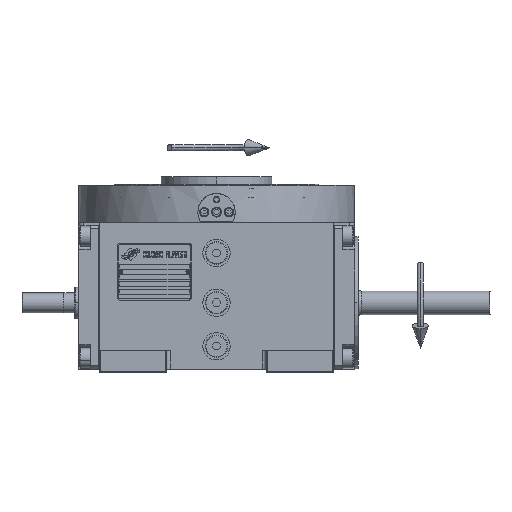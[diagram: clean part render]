
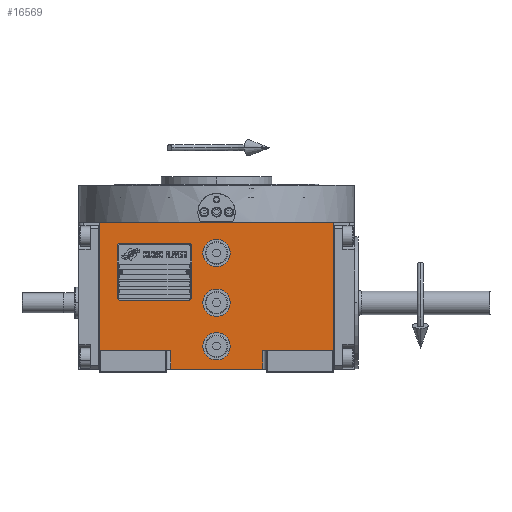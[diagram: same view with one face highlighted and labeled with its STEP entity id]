
A CAD part, top view. The second image highlights one B-rep face of the part: STEP entity #16569.
In plain terms, the highlighted planar face has unit normal (0, 0, 1).
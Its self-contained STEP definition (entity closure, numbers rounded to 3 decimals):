
#122 = CARTESIAN_POINT ( 'NONE',  ( -94.5, -38.5, 163.5 ) ) ;
#407 = CARTESIAN_POINT ( 'NONE',  ( -11., -35., 163.5 ) ) ;
#918 = CARTESIAN_POINT ( 'NONE',  ( 94.5, -38.5, 163.5 ) ) ;
#1333 = AXIS2_PLACEMENT_3D ( 'NONE', #23752, #18537, #1882 ) ;
#1711 = DIRECTION ( 'NONE',  ( 0., 0., 1. ) ) ;
#1800 = DIRECTION ( 'NONE',  ( 0., 0., 1. ) ) ;
#1861 = VECTOR ( 'NONE', #52082, 1000. ) ;
#1882 = DIRECTION ( 'NONE',  ( 1., 0., 0. ) ) ;
#1910 = VERTEX_POINT ( 'NONE', #49748 ) ;
#1936 = VERTEX_POINT ( 'NONE', #34111 ) ;
#2097 = EDGE_CURVE ( 'NONE', #64702, #26974, #62544, .T. ) ;
#2764 = VECTOR ( 'NONE', #5347, 1000. ) ;
#4068 = CARTESIAN_POINT ( 'NONE',  ( 94.5, -38.5, 163.5 ) ) ;
#4454 = CARTESIAN_POINT ( 'NONE',  ( -37., -53.5, 163.5 ) ) ;
#4600 = ORIENTED_EDGE ( 'NONE', *, *, #20722, .F. ) ;
#4623 = PLANE ( 'NONE',  #5086 ) ;
#5049 = EDGE_CURVE ( 'NONE', #66614, #22318, #67363, .T. ) ;
#5086 = AXIS2_PLACEMENT_3D ( 'NONE', #46964, #26828, #10841 ) ;
#5347 = DIRECTION ( 'NONE',  ( 1., 0., 0. ) ) ;
#6330 = CARTESIAN_POINT ( 'NONE',  ( -11., 40., 163.5 ) ) ;
#6740 = AXIS2_PLACEMENT_3D ( 'NONE', #65259, #1711, #22897 ) ;
#9053 = VERTEX_POINT ( 'NONE', #65677 ) ;
#9624 = DIRECTION ( 'NONE',  ( 1., 0., 0. ) ) ;
#9630 = EDGE_CURVE ( 'NONE', #60681, #1910, #36340, .T. ) ;
#10087 = CIRCLE ( 'NONE', #6740, 11. ) ;
#10105 = DIRECTION ( 'NONE',  ( 1., 0., 0. ) ) ;
#10107 = CARTESIAN_POINT ( 'NONE',  ( 37., -38.5, 163.5 ) ) ;
#10247 = CIRCLE ( 'NONE', #1333, 11. ) ;
#10536 = LINE ( 'NONE', #122, #2764 ) ;
#10841 = DIRECTION ( 'NONE',  ( 1., 0., 0. ) ) ;
#11106 = VECTOR ( 'NONE', #57177, 1000. ) ;
#11302 = AXIS2_PLACEMENT_3D ( 'NONE', #39174, #22889, #65591 ) ;
#12461 = EDGE_CURVE ( 'NONE', #23595, #9053, #36831, .T. ) ;
#12741 = ORIENTED_EDGE ( 'NONE', *, *, #51377, .F. ) ;
#14351 = VECTOR ( 'NONE', #64480, 1000. ) ;
#14628 = LINE ( 'NONE', #62542, #29535 ) ;
#14715 = CARTESIAN_POINT ( 'NONE',  ( -94.5, -38.5, 163.5 ) ) ;
#14717 = AXIS2_PLACEMENT_3D ( 'NONE', #21636, #1800, #53555 ) ;
#15395 = CIRCLE ( 'NONE', #54216, 11. ) ;
#16569 = ADVANCED_FACE ( 'NONE', ( #43147, #48322, #21278, #32036 ), #4623, .T. ) ;
#17395 = ORIENTED_EDGE ( 'NONE', *, *, #17724, .T. ) ;
#17724 = EDGE_CURVE ( 'NONE', #66614, #26974, #57191, .T. ) ;
#18428 = AXIS2_PLACEMENT_3D ( 'NONE', #39601, #60126, #34059 ) ;
#18537 = DIRECTION ( 'NONE',  ( 0., 0., 1. ) ) ;
#18650 = DIRECTION ( 'NONE',  ( 0., 0., 1. ) ) ;
#19718 = EDGE_LOOP ( 'NONE', ( #12741, #4600 ) ) ;
#20722 = EDGE_CURVE ( 'NONE', #21157, #60786, #10087, .T. ) ;
#21033 = EDGE_CURVE ( 'NONE', #66843, #43456, #10247, .T. ) ;
#21157 = VERTEX_POINT ( 'NONE', #6330 ) ;
#21278 = FACE_BOUND ( 'NONE', #19718, .T. ) ;
#21434 = VECTOR ( 'NONE', #9624, 1000. ) ;
#21636 = CARTESIAN_POINT ( 'NONE',  ( 0., 40., 163.5 ) ) ;
#22245 = EDGE_CURVE ( 'NONE', #66111, #22318, #10536, .T. ) ;
#22318 = VERTEX_POINT ( 'NONE', #25503 ) ;
#22889 = DIRECTION ( 'NONE',  ( 0., 0., 1. ) ) ;
#22897 = DIRECTION ( 'NONE',  ( -1., 0., 0. ) ) ;
#23595 = VERTEX_POINT ( 'NONE', #41538 ) ;
#23752 = CARTESIAN_POINT ( 'NONE',  ( 0., -35., 163.5 ) ) ;
#23763 = CARTESIAN_POINT ( 'NONE',  ( 37., -38.5, 163.5 ) ) ;
#25503 = CARTESIAN_POINT ( 'NONE',  ( -37., -38.5, 163.5 ) ) ;
#26828 = DIRECTION ( 'NONE',  ( 0., 0., 1. ) ) ;
#26974 = VERTEX_POINT ( 'NONE', #41338 ) ;
#27801 = EDGE_CURVE ( 'NONE', #43456, #66843, #15395, .T. ) ;
#28313 = ORIENTED_EDGE ( 'NONE', *, *, #12461, .F. ) ;
#28361 = LINE ( 'NONE', #33224, #14351 ) ;
#29535 = VECTOR ( 'NONE', #10105, 1000. ) ;
#29673 = DIRECTION ( 'NONE',  ( 0., 1., 0. ) ) ;
#30799 = EDGE_CURVE ( 'NONE', #66111, #1936, #40764, .T. ) ;
#31163 = CARTESIAN_POINT ( 'NONE',  ( -37., -53.5, 163.5 ) ) ;
#31310 = DIRECTION ( 'NONE',  ( 0., -1., 0. ) ) ;
#31504 = ORIENTED_EDGE ( 'NONE', *, *, #62570, .T. ) ;
#32036 = FACE_OUTER_BOUND ( 'NONE', #60186, .T. ) ;
#32714 = ORIENTED_EDGE ( 'NONE', *, *, #30799, .F. ) ;
#33224 = CARTESIAN_POINT ( 'NONE',  ( 37., -38.5, 163.5 ) ) ;
#34059 = DIRECTION ( 'NONE',  ( 1., 0., 0. ) ) ;
#34111 = CARTESIAN_POINT ( 'NONE',  ( -94.5, 64.5, 163.5 ) ) ;
#34380 = ORIENTED_EDGE ( 'NONE', *, *, #27801, .F. ) ;
#35468 = EDGE_LOOP ( 'NONE', ( #38939, #34380 ) ) ;
#36340 = LINE ( 'NONE', #4068, #11106 ) ;
#36522 = CARTESIAN_POINT ( 'NONE',  ( 11., 40., 163.5 ) ) ;
#36535 = EDGE_CURVE ( 'NONE', #9053, #23595, #39480, .T. ) ;
#36831 = CIRCLE ( 'NONE', #11302, 11. ) ;
#38540 = VECTOR ( 'NONE', #31310, 1000. ) ;
#38939 = ORIENTED_EDGE ( 'NONE', *, *, #21033, .F. ) ;
#39174 = CARTESIAN_POINT ( 'NONE',  ( 0., 0., 163.5 ) ) ;
#39480 = CIRCLE ( 'NONE', #18428, 11. ) ;
#39601 = CARTESIAN_POINT ( 'NONE',  ( 0., 0., 163.5 ) ) ;
#39822 = DIRECTION ( 'NONE',  ( -1., 0., 0. ) ) ;
#40205 = CIRCLE ( 'NONE', #14717, 11. ) ;
#40764 = LINE ( 'NONE', #14715, #60060 ) ;
#41338 = CARTESIAN_POINT ( 'NONE',  ( 37., -53.5, 163.5 ) ) ;
#41538 = CARTESIAN_POINT ( 'NONE',  ( -11., 0., 163.5 ) ) ;
#41870 = CARTESIAN_POINT ( 'NONE',  ( -94.5, -38.5, 163.5 ) ) ;
#43147 = FACE_BOUND ( 'NONE', #52452, .T. ) ;
#43456 = VERTEX_POINT ( 'NONE', #407 ) ;
#45928 = ORIENTED_EDGE ( 'NONE', *, *, #57036, .F. ) ;
#46964 = CARTESIAN_POINT ( 'NONE',  ( -94.5, -53.5, 163.5 ) ) ;
#48322 = FACE_BOUND ( 'NONE', #35468, .T. ) ;
#49748 = CARTESIAN_POINT ( 'NONE',  ( 94.5, 64.5, 163.5 ) ) ;
#51377 = EDGE_CURVE ( 'NONE', #60786, #21157, #40205, .T. ) ;
#52028 = ORIENTED_EDGE ( 'NONE', *, *, #9630, .T. ) ;
#52082 = DIRECTION ( 'NONE',  ( 0., 1., 0. ) ) ;
#52425 = CARTESIAN_POINT ( 'NONE',  ( -37., -53.5, 163.5 ) ) ;
#52452 = EDGE_LOOP ( 'NONE', ( #58334, #28313 ) ) ;
#53555 = DIRECTION ( 'NONE',  ( 1., 0., 0. ) ) ;
#54216 = AXIS2_PLACEMENT_3D ( 'NONE', #60661, #18650, #39822 ) ;
#54765 = ORIENTED_EDGE ( 'NONE', *, *, #2097, .F. ) ;
#55389 = ORIENTED_EDGE ( 'NONE', *, *, #22245, .T. ) ;
#57036 = EDGE_CURVE ( 'NONE', #1936, #1910, #14628, .T. ) ;
#57177 = DIRECTION ( 'NONE',  ( 0., 1., 0. ) ) ;
#57191 = LINE ( 'NONE', #31163, #21434 ) ;
#58334 = ORIENTED_EDGE ( 'NONE', *, *, #36535, .F. ) ;
#60060 = VECTOR ( 'NONE', #29673, 1000. ) ;
#60126 = DIRECTION ( 'NONE',  ( 0., 0., 1. ) ) ;
#60186 = EDGE_LOOP ( 'NONE', ( #17395, #54765, #31504, #52028, #45928, #32714, #55389, #65607 ) ) ;
#60661 = CARTESIAN_POINT ( 'NONE',  ( 0., -35., 163.5 ) ) ;
#60681 = VERTEX_POINT ( 'NONE', #918 ) ;
#60786 = VERTEX_POINT ( 'NONE', #36522 ) ;
#61337 = CARTESIAN_POINT ( 'NONE',  ( 11., -35., 163.5 ) ) ;
#62542 = CARTESIAN_POINT ( 'NONE',  ( -94.5, 64.5, 163.5 ) ) ;
#62544 = LINE ( 'NONE', #10107, #38540 ) ;
#62570 = EDGE_CURVE ( 'NONE', #64702, #60681, #28361, .T. ) ;
#64480 = DIRECTION ( 'NONE',  ( 1., 0., 0. ) ) ;
#64702 = VERTEX_POINT ( 'NONE', #23763 ) ;
#65259 = CARTESIAN_POINT ( 'NONE',  ( 0., 40., 163.5 ) ) ;
#65591 = DIRECTION ( 'NONE',  ( -1., 0., 0. ) ) ;
#65607 = ORIENTED_EDGE ( 'NONE', *, *, #5049, .F. ) ;
#65677 = CARTESIAN_POINT ( 'NONE',  ( 11., 0., 163.5 ) ) ;
#66111 = VERTEX_POINT ( 'NONE', #41870 ) ;
#66614 = VERTEX_POINT ( 'NONE', #4454 ) ;
#66843 = VERTEX_POINT ( 'NONE', #61337 ) ;
#67363 = LINE ( 'NONE', #52425, #1861 ) ;
